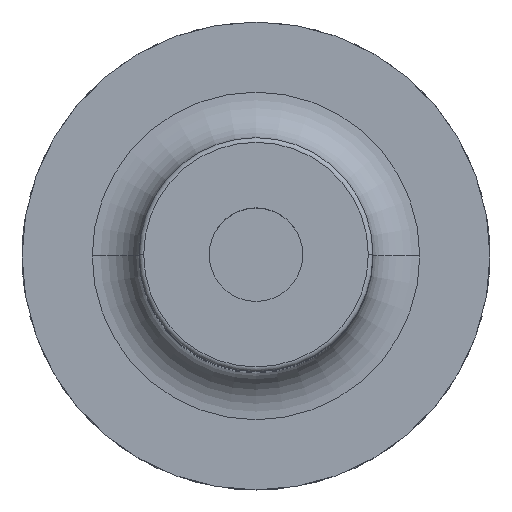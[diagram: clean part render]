
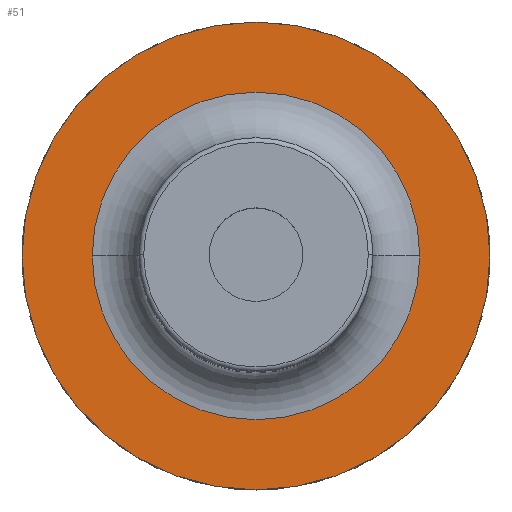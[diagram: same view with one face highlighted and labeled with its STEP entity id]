
A CAD part, top view. The second image highlights one B-rep face of the part: STEP entity #51.
In plain terms, the highlighted planar face has unit normal (0, 0, 1).
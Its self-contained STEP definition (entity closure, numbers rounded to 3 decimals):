
#3 = CARTESIAN_POINT ( 'NONE',  ( 0., 0., 38. ) ) ;
#51 = ADVANCED_FACE ( 'NONE', ( #381, #1177 ), #829, .F. ) ;
#114 = CARTESIAN_POINT ( 'NONE',  ( 0., 0., 38. ) ) ;
#128 = CARTESIAN_POINT ( 'NONE',  ( 35., 0., 38. ) ) ;
#153 = DIRECTION ( 'NONE',  ( -1., 0., 0. ) ) ;
#158 = AXIS2_PLACEMENT_3D ( 'NONE', #114, #1109, #1688 ) ;
#181 = EDGE_LOOP ( 'NONE', ( #1536, #979 ) ) ;
#188 = DIRECTION ( 'NONE',  ( 0., 0., -1. ) ) ;
#214 = CARTESIAN_POINT ( 'NONE',  ( 50., 0., 38. ) ) ;
#271 = AXIS2_PLACEMENT_3D ( 'NONE', #729, #188, #1175 ) ;
#336 = EDGE_CURVE ( 'NONE', #1534, #1515, #675, .T. ) ;
#381 = FACE_BOUND ( 'NONE', #406, .T. ) ;
#406 = EDGE_LOOP ( 'NONE', ( #1199, #698 ) ) ;
#509 = CARTESIAN_POINT ( 'NONE',  ( -50., 0., 38. ) ) ;
#530 = VERTEX_POINT ( 'NONE', #128 ) ;
#675 = CIRCLE ( 'NONE', #271, 50. ) ;
#698 = ORIENTED_EDGE ( 'NONE', *, *, #1340, .T. ) ;
#729 = CARTESIAN_POINT ( 'NONE',  ( 0., 0., 38. ) ) ;
#793 = CIRCLE ( 'NONE', #1498, 35. ) ;
#829 = PLANE ( 'NONE',  #1567 ) ;
#948 = DIRECTION ( 'NONE',  ( 0., 0., -1. ) ) ;
#979 = ORIENTED_EDGE ( 'NONE', *, *, #336, .F. ) ;
#1046 = EDGE_CURVE ( 'NONE', #1515, #1534, #1632, .T. ) ;
#1102 = AXIS2_PLACEMENT_3D ( 'NONE', #1330, #948, #1327 ) ;
#1109 = DIRECTION ( 'NONE',  ( 0., 0., -1. ) ) ;
#1175 = DIRECTION ( 'NONE',  ( -1., 0., 0. ) ) ;
#1177 = FACE_OUTER_BOUND ( 'NONE', #181, .T. ) ;
#1199 = ORIENTED_EDGE ( 'NONE', *, *, #1635, .T. ) ;
#1322 = CARTESIAN_POINT ( 'NONE',  ( 0., 0., 38. ) ) ;
#1327 = DIRECTION ( 'NONE',  ( -1., 0., 0. ) ) ;
#1330 = CARTESIAN_POINT ( 'NONE',  ( 0., 0., 38. ) ) ;
#1340 = EDGE_CURVE ( 'NONE', #530, #1808, #793, .T. ) ;
#1367 = CIRCLE ( 'NONE', #1102, 35. ) ;
#1482 = DIRECTION ( 'NONE',  ( -1., 0., 0. ) ) ;
#1498 = AXIS2_PLACEMENT_3D ( 'NONE', #1322, #1605, #1482 ) ;
#1515 = VERTEX_POINT ( 'NONE', #509 ) ;
#1534 = VERTEX_POINT ( 'NONE', #214 ) ;
#1536 = ORIENTED_EDGE ( 'NONE', *, *, #1046, .F. ) ;
#1553 = DIRECTION ( 'NONE',  ( 0., 0., -1. ) ) ;
#1567 = AXIS2_PLACEMENT_3D ( 'NONE', #3, #1553, #153 ) ;
#1605 = DIRECTION ( 'NONE',  ( 0., 0., -1. ) ) ;
#1629 = CARTESIAN_POINT ( 'NONE',  ( -35., 0., 38. ) ) ;
#1632 = CIRCLE ( 'NONE', #158, 50. ) ;
#1635 = EDGE_CURVE ( 'NONE', #1808, #530, #1367, .T. ) ;
#1688 = DIRECTION ( 'NONE',  ( -1., 0., 0. ) ) ;
#1808 = VERTEX_POINT ( 'NONE', #1629 ) ;
